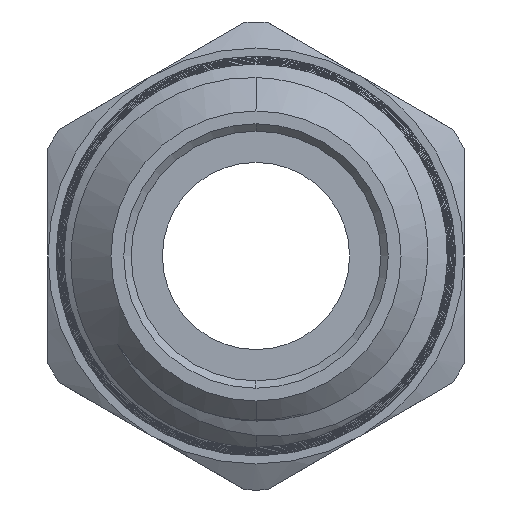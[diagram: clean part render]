
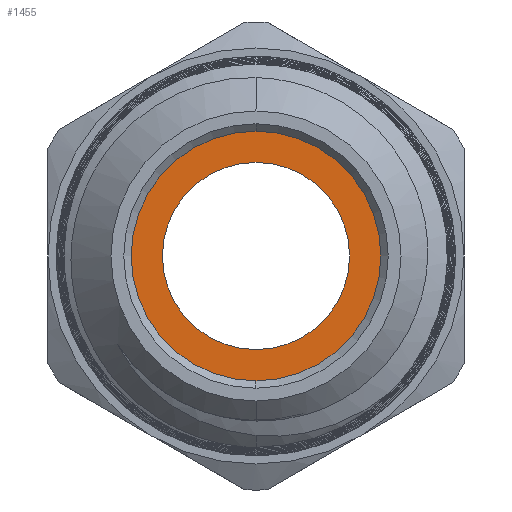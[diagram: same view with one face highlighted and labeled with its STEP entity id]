
A CAD part, left-side view. The second image highlights one B-rep face of the part: STEP entity #1455.
In plain terms, the highlighted face is planar.
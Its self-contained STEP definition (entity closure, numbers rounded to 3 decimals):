
#62=FACE_BOUND('',#246,.T.);
#73=PLANE('',#1573);
#103=CIRCLE('',#1574,4.286);
#104=CIRCLE('',#1575,3.215);
#155=FACE_OUTER_BOUND('',#245,.T.);
#245=EDGE_LOOP('',(#1033));
#246=EDGE_LOOP('',(#1034));
#570=VERTEX_POINT('',#2225);
#571=VERTEX_POINT('',#2227);
#742=EDGE_CURVE('',#570,#570,#103,.T.);
#743=EDGE_CURVE('',#571,#571,#104,.T.);
#1033=ORIENTED_EDGE('',*,*,#742,.T.);
#1034=ORIENTED_EDGE('',*,*,#743,.F.);
#1455=ADVANCED_FACE('',(#155,#62),#73,.F.);
#1573=AXIS2_PLACEMENT_3D('',#2224,#1781,#1782);
#1574=AXIS2_PLACEMENT_3D('',#2226,#1783,#1784);
#1575=AXIS2_PLACEMENT_3D('',#2228,#1785,#1786);
#1781=DIRECTION('center_axis',(0.,0.,1.));
#1782=DIRECTION('ref_axis',(0.,1.,0.));
#1783=DIRECTION('center_axis',(0.,0.,-1.));
#1784=DIRECTION('ref_axis',(0.,-1.,0.));
#1785=DIRECTION('center_axis',(0.,0.,-1.));
#1786=DIRECTION('ref_axis',(0.,-1.,0.));
#2224=CARTESIAN_POINT('Origin',(0.,3.215,13.798));
#2225=CARTESIAN_POINT('',(0.,4.286,13.798));
#2226=CARTESIAN_POINT('Origin',(0.,0.,13.798));
#2227=CARTESIAN_POINT('',(0.,3.215,13.798));
#2228=CARTESIAN_POINT('Origin',(0.,0.,13.798));
